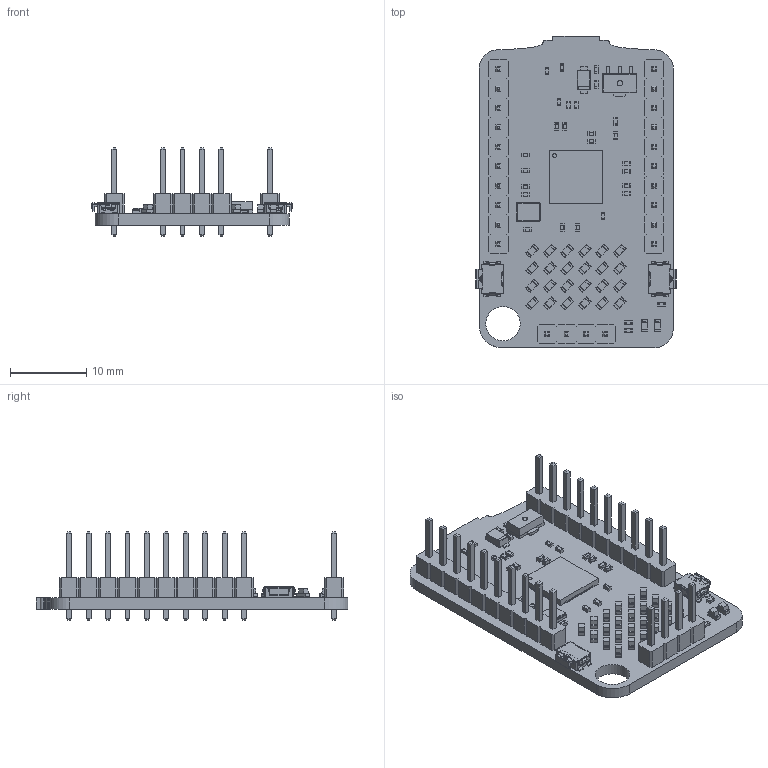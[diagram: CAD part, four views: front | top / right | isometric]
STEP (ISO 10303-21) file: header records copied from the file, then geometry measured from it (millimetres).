
FILE_DESCRIPTION(('KiCad electronic assembly'),'2;1');
FILE_NAME('USBCKeychainAccessory.step','2025-04-04T13:57:53',('Pcbnew'), ('Kicad'),'Open CASCADE STEP processor 7.8','KiCad to STEP converter', 'Unknown');
FILE_SCHEMA(('AUTOMOTIVE_DESIGN { 1 0 10303 214 1 1 1 1 }'));
Length unit declared in the file: millimetre
Products named in the file (14): USBCKeychainAccessory 1; LED_0603_1608Metric; PinHeader_1x10_P2.54mm_Vertical; C_0402_1005Metric; KMS221GLFS--3DModel-STEP-56544; R_0402_1005Metric; Nexperia_CFP3_SOD-123W; USBCKeychainAccessory 1.18.1; Crystal_SMD_Abracon_ABM8G-4Pin_3.2x2.5mm; PinHeader_1x04_P2.54mm_Vertical; QFN-56-1EP_7x7mm_P0.4mm_EP5.6x5.6mm; SOT-89-3; USBCKeychainAccessory 1.55.1; USBCKeychainAccessory_PCB
Assembly tree (66 placements, depth 3):
  USBCKeychainAccessory 1
    LED_0603_1608Metric  x26
    PinHeader_1x10_P2.54mm_Vertical  x2
    C_0402_1005Metric  x20
    KMS221GLFS--3DModel-STEP-56544  x2
    R_0402_1005Metric  x8
    Nexperia_CFP3_SOD-123W
      USBCKeychainAccessory 1.18.1
    Crystal_SMD_Abracon_ABM8G-4Pin_3.2x2.5mm
    PinHeader_1x04_P2.54mm_Vertical
    QFN-56-1EP_7x7mm_P0.4mm_EP5.6x5.6mm
    SOT-89-3
      USBCKeychainAccessory 1.55.1
    USBCKeychainAccessory_PCB
Bounding box: 26.17 x 40.79 x 11.54 mm (x, y, z)
Volume: 2069 mm3; surface area: 4130 mm2
Topology: 83 solids, 83 shells, 3804 faces, 9885 edges, 6334 vertices
Faces by surface type: plane 2888, cylinder 820, bspline 46, sphere 30, torus 20
Full cylindrical faces by diameter (mm): 0.25 x9, 0.5 x1, 0.7 x1, 1 x24, 4.5 x1
Entity records: 45869 total; most frequent: CARTESIAN_POINT 7706, ORIENTED_EDGE 6686, DIRECTION 6400, EDGE_CURVE 3343, LINE 2802, VECTOR 2802, VERTEX_POINT 2138, AXIS2_PLACEMENT_3D 1799
